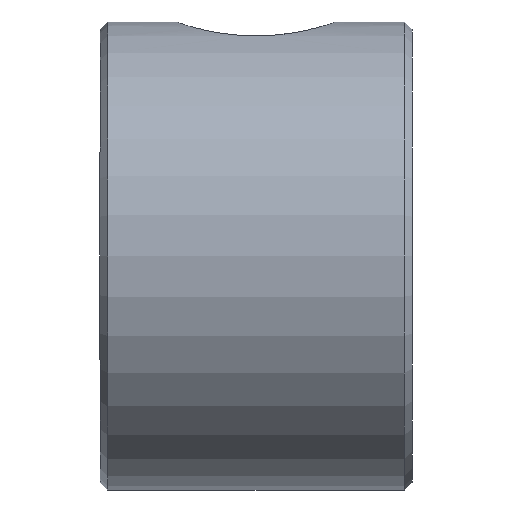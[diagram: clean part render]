
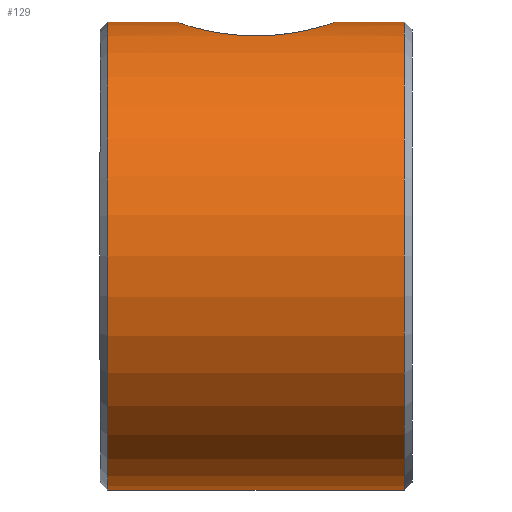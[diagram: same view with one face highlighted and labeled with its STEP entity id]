
A CAD part, left-side view. The second image highlights one B-rep face of the part: STEP entity #129.
In plain terms, the highlighted cylindrical face has radius 6 mm (diameter 12 mm), a full revolution.
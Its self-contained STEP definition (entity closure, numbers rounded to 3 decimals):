
#21=CIRCLE('',#141,6.);
#22=CIRCLE('',#142,6.);
#30=FACE_BOUND('',#57,.T.);
#31=FACE_BOUND('',#58,.T.);
#41=CYLINDRICAL_SURFACE('',#140,6.);
#45=FACE_OUTER_BOUND('',#56,.T.);
#56=EDGE_LOOP('',(#108));
#57=EDGE_LOOP('',(#109));
#58=EDGE_LOOP('',(#110));
#75=B_SPLINE_CURVE_WITH_KNOTS('',3,(#292,#293,#294,#295,#296,#297,#298,
#299,#300,#301,#302,#303,#304,#305,#306,#307,#308,#309,#310),
 .UNSPECIFIED.,.T.,.F.,(4,1,1,1,1,1,1,1,1,1,1,1,1,1,1,1,4),(-1.399,
-1.319,-1.239,-1.159,-1.079,
-0.999,-0.919,-0.879,-0.759,
-0.739,-0.72,-0.68,-0.6,
-0.52,-0.44,-0.36,-0.28),
 .UNSPECIFIED.);
#79=VERTEX_POINT('',#270);
#82=VERTEX_POINT('',#364);
#83=VERTEX_POINT('',#366);
#92=EDGE_CURVE('',#79,#79,#75,.T.);
#94=EDGE_CURVE('',#82,#82,#21,.T.);
#95=EDGE_CURVE('',#83,#83,#22,.T.);
#108=ORIENTED_EDGE('',*,*,#94,.F.);
#109=ORIENTED_EDGE('',*,*,#95,.F.);
#110=ORIENTED_EDGE('',*,*,#92,.F.);
#129=ADVANCED_FACE('',(#45,#30,#31),#41,.T.);
#140=AXIS2_PLACEMENT_3D('',#363,#161,#162);
#141=AXIS2_PLACEMENT_3D('',#365,#163,#164);
#142=AXIS2_PLACEMENT_3D('',#367,#165,#166);
#161=DIRECTION('center_axis',(0.,-1.,0.));
#162=DIRECTION('ref_axis',(1.,0.,0.));
#163=DIRECTION('center_axis',(0.,-1.,0.));
#164=DIRECTION('ref_axis',(1.,0.,0.));
#165=DIRECTION('center_axis',(0.,1.,0.));
#166=DIRECTION('ref_axis',(1.,0.,0.));
#270=CARTESIAN_POINT('',(0.,-1.956,6.));
#292=CARTESIAN_POINT('Ctrl Pts',(0.,-1.955,
5.999));
#293=CARTESIAN_POINT('Ctrl Pts',(-0.294,-1.955,5.999));
#294=CARTESIAN_POINT('Ctrl Pts',(-0.934,-2.109,5.947));
#295=CARTESIAN_POINT('Ctrl Pts',(-1.636,-2.668,5.781));
#296=CARTESIAN_POINT('Ctrl Pts',(-2.051,-3.536,5.638));
#297=CARTESIAN_POINT('Ctrl Pts',(-2.049,-4.467,5.638));
#298=CARTESIAN_POINT('Ctrl Pts',(-1.633,-5.333,5.782));
#299=CARTESIAN_POINT('Ctrl Pts',(-1.049,-5.796,5.918));
#300=CARTESIAN_POINT('Ctrl Pts',(-0.153,-6.116,6.023));
#301=CARTESIAN_POINT('Ctrl Pts',(0.544,-6.029,5.992));
#302=CARTESIAN_POINT('Ctrl Pts',(1.092,-5.729,5.9));
#303=CARTESIAN_POINT('Ctrl Pts',(1.337,-5.551,5.85));
#304=CARTESIAN_POINT('Ctrl Pts',(1.7,-5.194,5.759));
#305=CARTESIAN_POINT('Ctrl Pts',(2.053,-4.461,5.637));
#306=CARTESIAN_POINT('Ctrl Pts',(2.05,-3.538,5.639));
#307=CARTESIAN_POINT('Ctrl Pts',(1.636,-2.667,5.781));
#308=CARTESIAN_POINT('Ctrl Pts',(0.934,-2.109,5.947));
#309=CARTESIAN_POINT('Ctrl Pts',(0.294,-1.955,5.999));
#310=CARTESIAN_POINT('Ctrl Pts',(0.,-1.955,
5.999));
#363=CARTESIAN_POINT('Origin',(0.,0.,0.));
#364=CARTESIAN_POINT('',(-6.,-7.8,0.));
#365=CARTESIAN_POINT('Origin',(0.,-7.8,0.));
#366=CARTESIAN_POINT('',(-6.,-0.2,0.));
#367=CARTESIAN_POINT('Origin',(0.,-0.2,0.));
